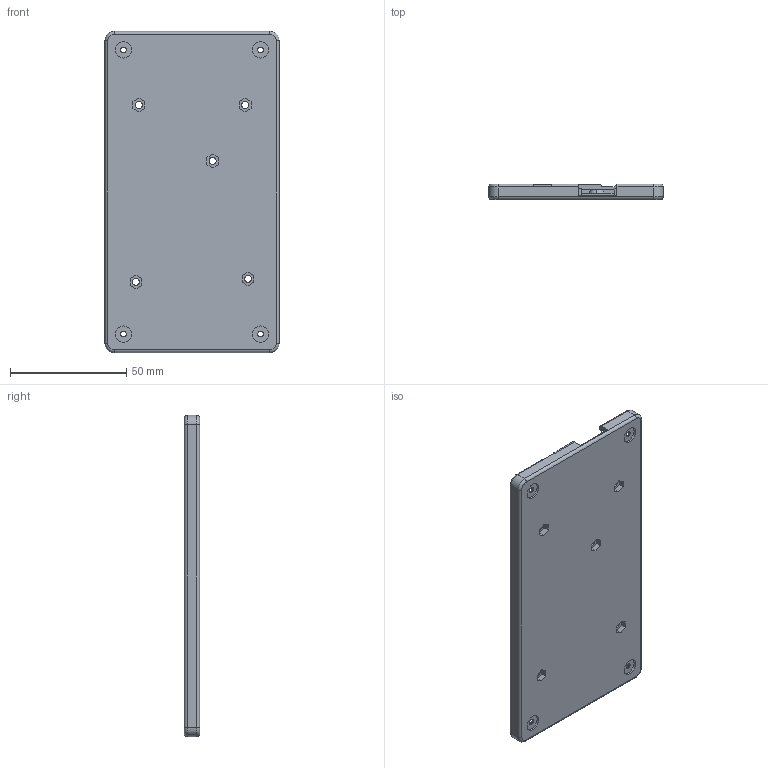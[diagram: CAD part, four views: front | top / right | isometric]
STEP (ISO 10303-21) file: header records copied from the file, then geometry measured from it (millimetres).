
FILE_DESCRIPTION (( 'STEP AP214' ), '1' );
FILE_NAME ('¾ÉNucleo144ÎÞÕëµ××ù_Ô²½', '2025-10-22T09:47:19', ( '' ), ( '' ), 'SwSTEP 2.0', 'SolidWorks 2024', '' );
FILE_SCHEMA (( 'AUTOMOTIVE_DESIGN' ));
Length unit declared in the file: millimetre
Products named in the file (1): 旧Nucleo144无针底座_圆角边
Bounding box: 75 x 6.58 x 138.34 mm (x, y, z)
Volume: 31498.6 mm3; surface area: 25753.7 mm2
Topology: 1 solids, 1 shells, 198 faces, 542 edges, 356 vertices
Faces by surface type: plane 112, cylinder 64, cone 14, torus 8
Entity records: 6387 total; most frequent: CARTESIAN_POINT 1167, DIRECTION 1096, ORIENTED_EDGE 1084, EDGE_CURVE 542, AXIS2_PLACEMENT_3D 369, LINE 358, VECTOR 358, VERTEX_POINT 356
